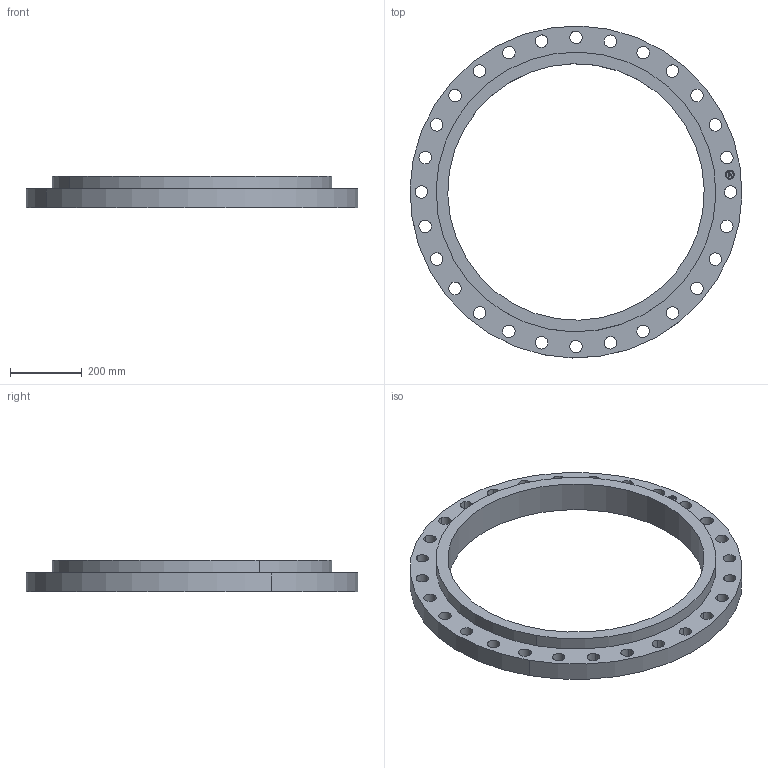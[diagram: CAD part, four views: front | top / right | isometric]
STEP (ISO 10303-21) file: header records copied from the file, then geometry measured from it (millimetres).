
FILE_DESCRIPTION(('3D STEP'),'2;1');
FILE_NAME('28-4E-HUB-FF-AWWA-FLANGE.stp','2013-09-22T23:10:10+00:00',('Texas Flange'),(''),'CATIA Version 5 Release 20 SP 6 (IN-10)','CATIA V5 STEP AP214','800-826-3801');
FILE_SCHEMA(('AUTOMOTIVE_DESIGN { 1 0 10303 214 1 1 1 1 }'));
Length unit declared in the file: inch
Products named in the file (1): 28-4E-HUB-FF-AWWA-FLANGE
Bounding box: 926.84 x 926.84 x 87.33 mm (x, y, z)
Volume: 15533684.3 mm3; surface area: 1086902.6 mm2
Topology: 1 solids, 1 shells, 450 faces, 1290 edges, 860 vertices
Faces by surface type: plane 368, cylinder 82
Entity records: 16848 total; most frequent: ORIENTED_EDGE 2580, CARTESIAN_POINT 2537, DIRECTION 2062, EDGE_CURVE 1290, VECTOR 1126, LINE 1126, VERTEX_POINT 860, AXIS2_PLACEMENT_3D 551
